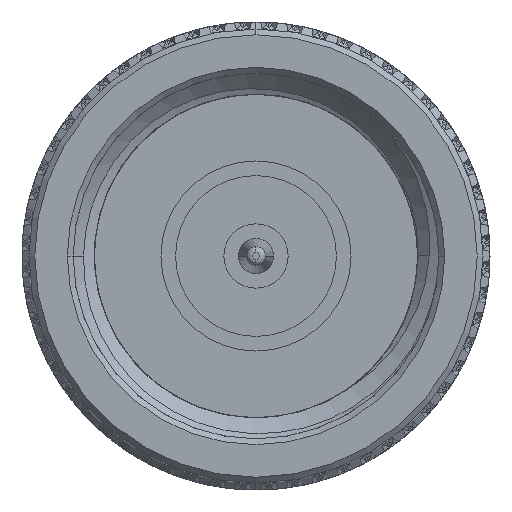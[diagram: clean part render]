
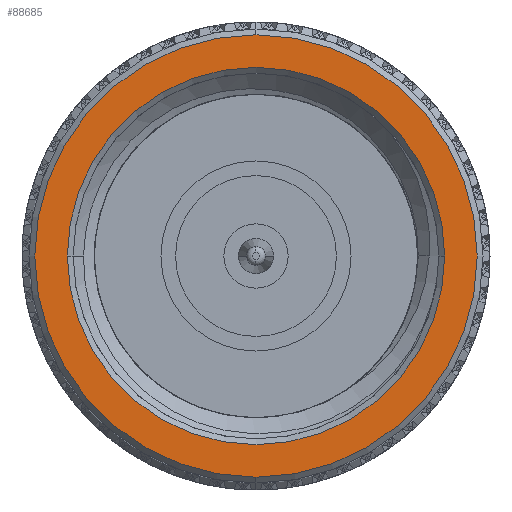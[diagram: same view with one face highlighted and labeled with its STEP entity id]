
A CAD part, left-side view. The second image highlights one B-rep face of the part: STEP entity #88685.
In plain terms, the highlighted planar face has unit normal (-1, 0, 0).
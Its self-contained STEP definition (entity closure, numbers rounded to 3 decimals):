
#1518 = PLANE ( 'NONE',  #54686 ) ;
#2587 = CARTESIAN_POINT ( 'NONE',  ( 0., 9.857, 0. ) ) ;
#5416 = CARTESIAN_POINT ( 'NONE',  ( 0., -9.603, 0. ) ) ;
#7883 = CARTESIAN_POINT ( 'NONE',  ( 0., 0., 0. ) ) ;
#10650 = CARTESIAN_POINT ( 'NONE',  ( 0., 0., 0. ) ) ;
#11098 = EDGE_CURVE ( 'NONE', #44917, #42006, #81102, .T. ) ;
#11346 = EDGE_CURVE ( 'NONE', #52216, #16831, #94895, .T. ) ;
#12823 = ORIENTED_EDGE ( 'NONE', *, *, #11346, .T. ) ;
#15719 = AXIS2_PLACEMENT_3D ( 'NONE', #30509, #96306, #22454 ) ;
#16047 = CIRCLE ( 'NONE', #100391, 8.191 ) ;
#16831 = VERTEX_POINT ( 'NONE', #46670 ) ;
#17478 = AXIS2_PLACEMENT_3D ( 'NONE', #10650, #57531, #42968 ) ;
#17761 = EDGE_CURVE ( 'NONE', #16831, #52216, #98370, .T. ) ;
#22448 = DIRECTION ( 'NONE',  ( 1., 0., 0. ) ) ;
#22454 = DIRECTION ( 'NONE',  ( 0., -1., 0. ) ) ;
#30509 = CARTESIAN_POINT ( 'NONE',  ( 0., 0., 0. ) ) ;
#34335 = DIRECTION ( 'NONE',  ( -1., 0., 0. ) ) ;
#38004 = CARTESIAN_POINT ( 'NONE',  ( 0., 0., 0. ) ) ;
#42006 = VERTEX_POINT ( 'NONE', #87244 ) ;
#42968 = DIRECTION ( 'NONE',  ( 0., -1., 0. ) ) ;
#44917 = VERTEX_POINT ( 'NONE', #74882 ) ;
#46670 = CARTESIAN_POINT ( 'NONE',  ( 0., 9.603, 0. ) ) ;
#48277 = DIRECTION ( 'NONE',  ( 0., -1., 0. ) ) ;
#48344 = EDGE_LOOP ( 'NONE', ( #89817, #12823 ) ) ;
#52216 = VERTEX_POINT ( 'NONE', #5416 ) ;
#54686 = AXIS2_PLACEMENT_3D ( 'NONE', #2587, #34335, #101182 ) ;
#54696 = DIRECTION ( 'NONE',  ( -1., 0., 0. ) ) ;
#57531 = DIRECTION ( 'NONE',  ( 1., 0., 0. ) ) ;
#61222 = FACE_OUTER_BOUND ( 'NONE', #48344, .T. ) ;
#61855 = EDGE_CURVE ( 'NONE', #42006, #44917, #16047, .T. ) ;
#69944 = EDGE_LOOP ( 'NONE', ( #82854, #104814 ) ) ;
#74882 = CARTESIAN_POINT ( 'NONE',  ( 0., 0., -8.191 ) ) ;
#77416 = FACE_BOUND ( 'NONE', #69944, .T. ) ;
#81102 = CIRCLE ( 'NONE', #17478, 8.191 ) ;
#82854 = ORIENTED_EDGE ( 'NONE', *, *, #61855, .T. ) ;
#87244 = CARTESIAN_POINT ( 'NONE',  ( 0., 0., 8.191 ) ) ;
#88685 = ADVANCED_FACE ( 'NONE', ( #77416, #61222 ), #1518, .T. ) ;
#89817 = ORIENTED_EDGE ( 'NONE', *, *, #17761, .T. ) ;
#94895 = CIRCLE ( 'NONE', #98140, 9.603 ) ;
#96306 = DIRECTION ( 'NONE',  ( -1., 0., 0. ) ) ;
#96801 = DIRECTION ( 'NONE',  ( 0., -1., 0. ) ) ;
#98140 = AXIS2_PLACEMENT_3D ( 'NONE', #38004, #54696, #96801 ) ;
#98370 = CIRCLE ( 'NONE', #15719, 9.603 ) ;
#100391 = AXIS2_PLACEMENT_3D ( 'NONE', #7883, #22448, #48277 ) ;
#101182 = DIRECTION ( 'NONE',  ( 0., -1., 0. ) ) ;
#104814 = ORIENTED_EDGE ( 'NONE', *, *, #11098, .T. ) ;
